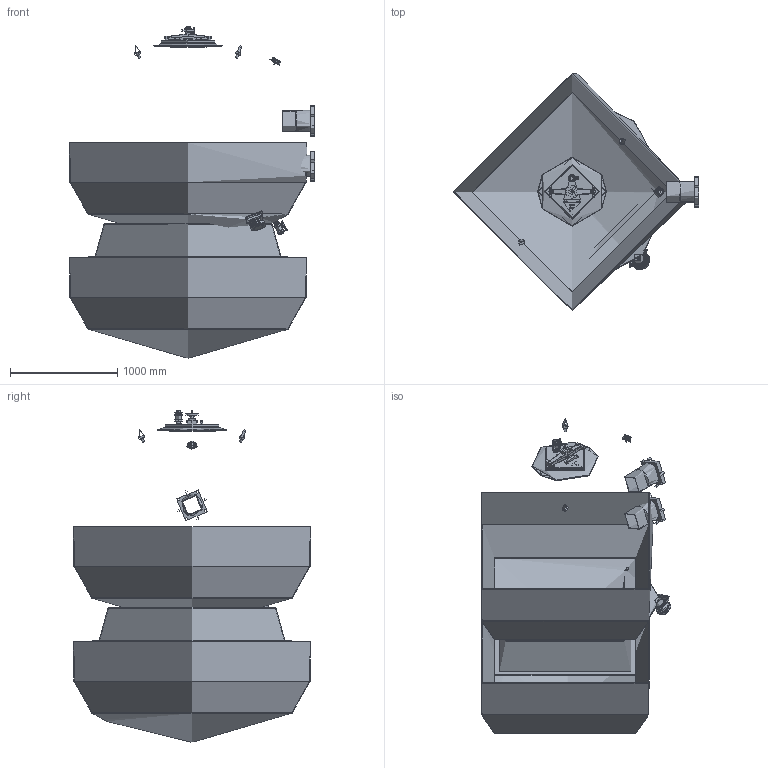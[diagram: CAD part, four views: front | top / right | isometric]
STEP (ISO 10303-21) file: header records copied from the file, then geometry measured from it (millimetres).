
FILE_DESCRIPTION( ( '' ), '1' );
FILE_NAME( '170912 HCFF862002WVA (VFSCN222020H).stp', '2017-09-18T09:20:37', ( 'Fiberpool Internacional' ), ( 'Fiberpool Internacional' ), 'PSStep 14.0', 'SolidEdgeST3', ' ' );
FILE_SCHEMA( ( 'AUTOMOTIVE_DESIGN { 1 0 10303 214 1 1 1 1 }' ) );
Length unit declared in the file: millimetre
Products named in the file (45): Junta Netvitc System Ø90 EPDM con anillo acero A-4; Manòmetre filtro industrial 2011 -oa11; Válvula de bola 32-1pols; Brida Netvitc System Ø90; Desaigua filtre industrial 1pols-oa7; Base tapa ovalada filtro 2,5 BARS-oa3; Sortida Descarga arena Ø90 2010-oa8; TAPON NETVITC Ø 90 C-B (CON TORNILLERIA INOX 316); Manòmetre  ; Assem1; Tapa oval filtro industrial completa 2,5 BARS-oa6; filtre 2200 fb 161017-oa12; ½ Brida Netvitc System Ø90; Screw_DIN_912_M8x40_v8.00; Nut_DIN_934_M8_v8.00; Junta Netvitc System Ø90 EPDM; Anillo Acero A-4 Netvitc System Ø90; Volante filtro-oa4; Varilla Roscada M-14x165mm Inox 304; TUERCA SUPERIOR SUJ_JUNTA TAP_OV; Base tapa ovalada filtro 2,5 BAR Act-oa2; cos manòmetre filtre industrial; fons manòmetre; agulla manòmetre; vidre manòmetre; Tapon Netvitc System Ø90; Portabrida Netvitc System Ø90 PVC; cos válvula 32-1pols; manguito valvula bola 32-1pols; femella valvula 32-1pols; maneta válvula 32-1pols; Bolt_DIN_580_M24_v8.00; Embellidor manòmetre PVC; JUNTA PLANA PASAMUROS MANOMETRO; ; Maneta tapa filtro; Puente; Tubo Ø90 L= 100mm; Embellecedor d-90; peana2000 ...
Bounding box: 2284.01 x 2210.01 x 3090.11 mm (x, y, z)
Volume: 218609621.3 mm3; surface area: 69331116.1 mm2
Topology: 194 solids, 194 shells, 5062 faces, 12442 edges, 8065 vertices
Faces by surface type: plane 3238, cylinder 1274, bspline 206, cone 164, torus 144, sphere 20, offset 10, extrusion 6
Full cylindrical faces by diameter (mm): 4 x48, 6 x45, 6.466 x11, 6.647 x11, 8 x30, 11.75 x3, 11.835 x5, 12 x5, 13 x19, 14 x27, 14.5 x5, 15.5 x4, 16 x4, 19.6 x5, 21 x4, 22 x24, 23.5 x8, 24 x10, 25 x15, 26 x16, 26.3 x4, 29 x5, 29.605 x8, 32 x15, 33 x3, 35.5 x7, 37.5 x4, 38 x8, 41.5 x15, 44.5 x15
Entity records: 59622 total; most frequent: CARTESIAN_POINT 36475, DIRECTION 3505, ORIENTED_EDGE 3122, EDGE_CURVE 1561, AXIS2_PLACEMENT_3D 1315, VERTEX_POINT 1101, EDGE_LOOP 1060, FACE_OUTER_BOUND 879
